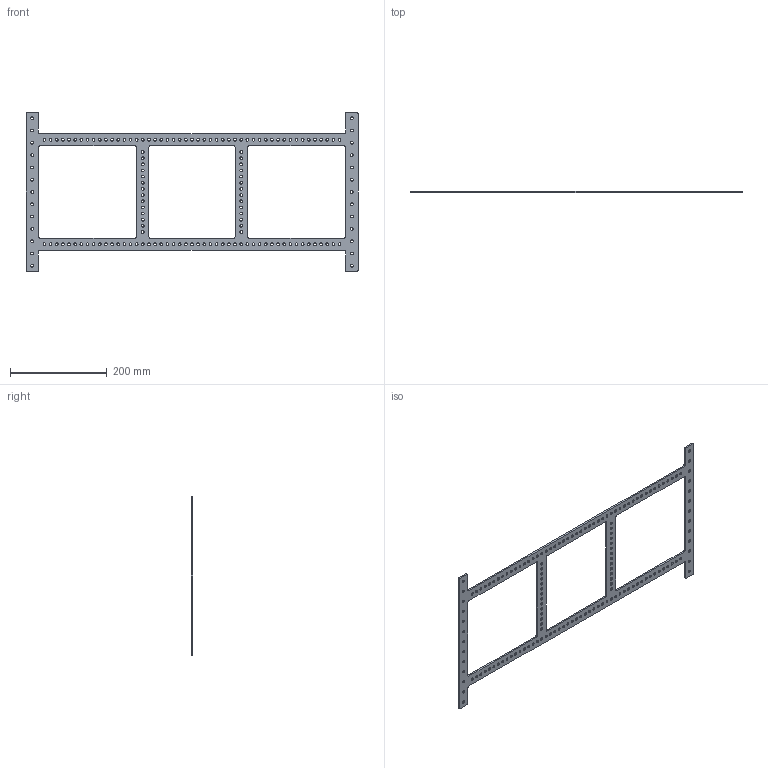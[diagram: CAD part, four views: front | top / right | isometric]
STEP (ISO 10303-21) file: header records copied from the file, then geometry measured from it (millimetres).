
FILE_DESCRIPTION(/* description */ (''),/* implementation_level */ '2;1');
FILE_NAME(/* name */ '27in_2_0 H_support.stp',/* time_stamp */ '2023-11-20T22:39:31-06:00',/* author */ ('adamarnold'),/* organization */ (''),/* preprocessor_version */ 'ST-DEVELOPER v19',/* originating_system */ 'Autodesk Inventor 2023',/* authorisation */ '');
FILE_SCHEMA (('AUTOMOTIVE_DESIGN { 1 0 10303 214 3 1 1 }'));
Length unit declared in the file: inch
Products named in the file (1): 27in_2_0 H_support
Bounding box: 685.8 x 3.17 x 330.2 mm (x, y, z)
Volume: 174514.4 mm3; surface area: 132691.9 mm2
Topology: 1 solids, 1 shells, 202 faces, 600 edges, 400 vertices
Faces by surface type: cylinder 176, plane 26
Full cylindrical faces by diameter (mm): 5.613 x152
Entity records: 7641 total; most frequent: DIRECTION 1358, CARTESIAN_POINT 1203, ORIENTED_EDGE 1200, EDGE_CURVE 600, AXIS2_PLACEMENT_3D 555, EDGE_LOOP 512, VERTEX_POINT 400, CIRCLE 352
